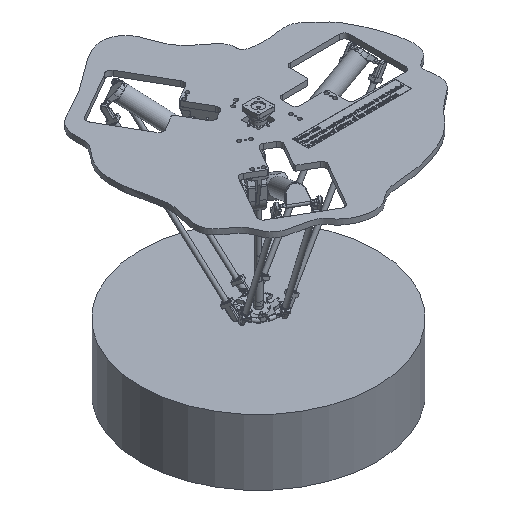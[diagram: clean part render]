
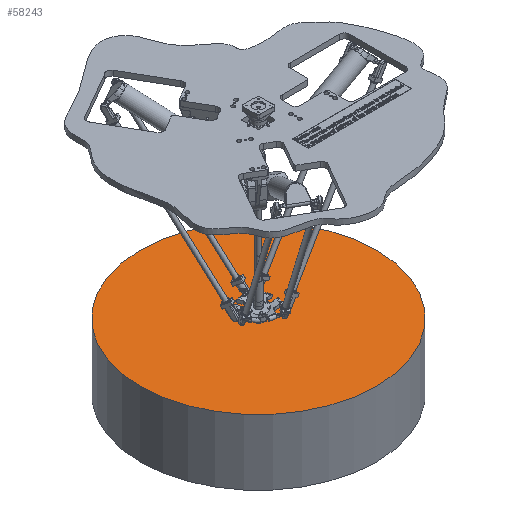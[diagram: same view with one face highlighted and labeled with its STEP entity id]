
A CAD part, isometric view. The second image highlights one B-rep face of the part: STEP entity #58243.
In plain terms, the highlighted face is planar.
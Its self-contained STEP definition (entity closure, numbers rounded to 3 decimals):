
#6328=PLANE('',#61982);
#8045=FACE_OUTER_BOUND('',#11374,.T.);
#11374=EDGE_LOOP('',(#40834));
#25557=CIRCLE('',#61980,450.);
#26818=VERTEX_POINT('',#78555);
#32359=EDGE_CURVE('',#26818,#26818,#25557,.T.);
#40834=ORIENTED_EDGE('',*,*,#32359,.T.);
#58243=ADVANCED_FACE('',(#8045),#6328,.T.);
#61980=AXIS2_PLACEMENT_3D('',#78556,#65779,#65780);
#61982=AXIS2_PLACEMENT_3D('',#78560,#65784,#65785);
#65779=DIRECTION('center_axis',(0.,1.,0.));
#65780=DIRECTION('ref_axis',(-1.,0.,0.));
#65784=DIRECTION('center_axis',(0.,1.,0.));
#65785=DIRECTION('ref_axis',(0.,0.,1.));
#78555=CARTESIAN_POINT('',(450.,350.,0.));
#78556=CARTESIAN_POINT('Origin',(0.,350.,0.));
#78560=CARTESIAN_POINT('Origin',(-225.,350.,0.));
